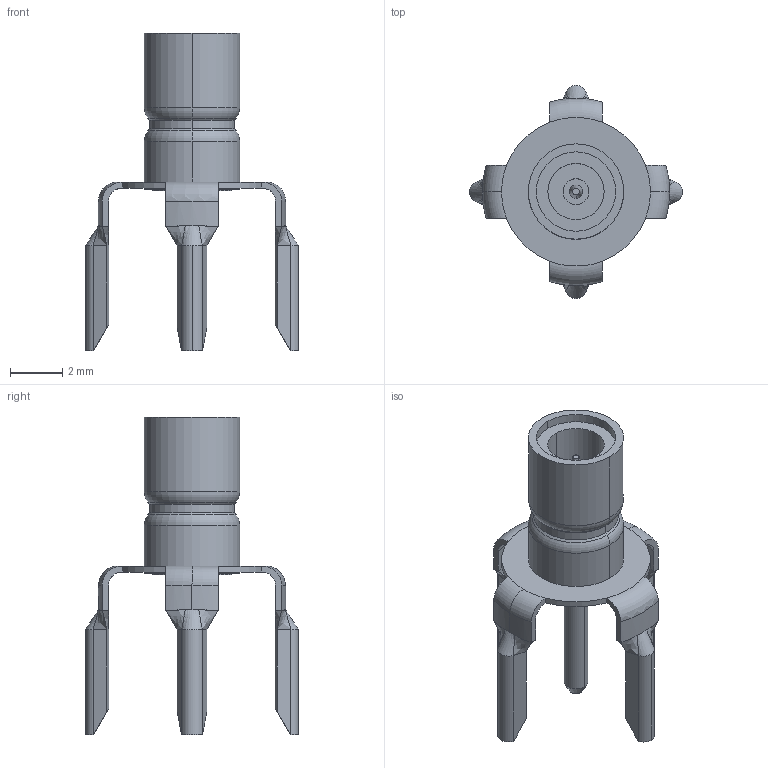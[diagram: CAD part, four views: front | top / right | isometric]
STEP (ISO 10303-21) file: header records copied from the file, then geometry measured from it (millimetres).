
FILE_DESCRIPTION(('STEP AP242'),'1');
FILE_NAME('5221111-1.stp','2020-07-25T14:50:40',('TraceParts'),('TraceParts S.A.'),'Spatial InterOp 3D',' ',' ');
FILE_SCHEMA(('AP242_MANAGED_MODEL_BASED_3D_ENGINEERING_MIM_LF {1 0 10303 442 1 1 4}'));
Length unit declared in the file: millimetre
Products named in the file (1): 5221111-1
Bounding box: 8.17 x 8.17 x 12.19 mm (x, y, z)
Volume: 66 mm3; surface area: 280.8 mm2
Topology: 1 solids, 1 shells, 178 faces, 436 edges, 268 vertices
Faces by surface type: plane 66, cylinder 56, bspline 32, torus 16, cone 8
Entity records: 6582 total; most frequent: CARTESIAN_POINT 2538, ORIENTED_EDGE 872, DIRECTION 786, EDGE_CURVE 436, AXIS2_PLACEMENT_3D 287, VERTEX_POINT 268, LINE 212, VECTOR 212
